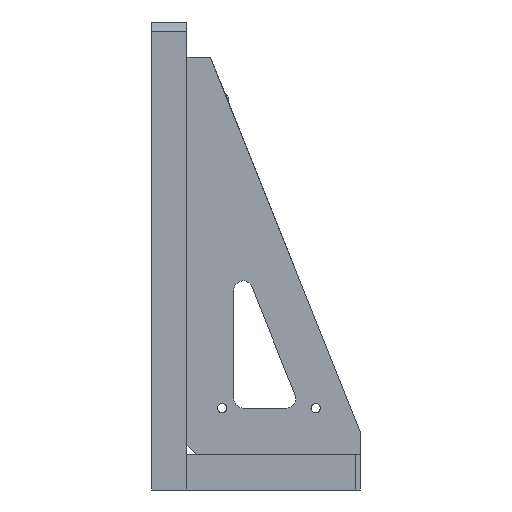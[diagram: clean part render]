
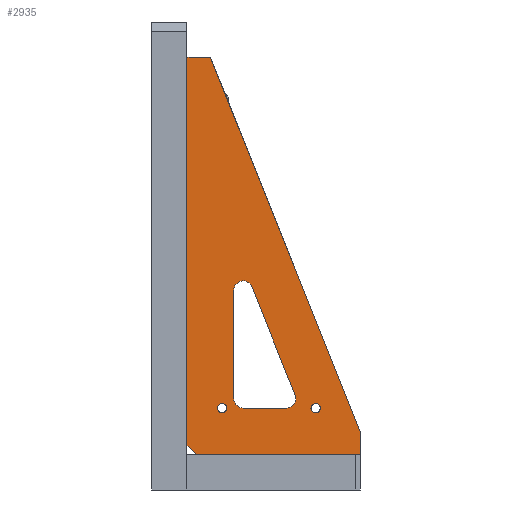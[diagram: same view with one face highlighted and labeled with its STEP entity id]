
A CAD part, left-side view. The second image highlights one B-rep face of the part: STEP entity #2935.
In plain terms, the highlighted face is planar.
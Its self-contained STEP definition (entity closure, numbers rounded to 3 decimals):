
#57 = CARTESIAN_POINT ( 'NONE',  ( 29.5, 10., 0. ) ) ;
#88 = DIRECTION ( 'NONE',  ( 1., 0., 0. ) ) ;
#464 = VERTEX_POINT ( 'NONE', #3860 ) ;
#494 = DIRECTION ( 'NONE',  ( 0., 0., 1. ) ) ;
#618 = CARTESIAN_POINT ( 'NONE',  ( 10.5, 10., 0. ) ) ;
#659 = FACE_BOUND ( 'NONE', #6742, .T. ) ;
#772 = CIRCLE ( 'NONE', #5227, 2. ) ;
#773 = DIRECTION ( 'NONE',  ( -1., 0., 0. ) ) ;
#851 = CARTESIAN_POINT ( 'NONE',  ( 23.143, 35.932, 0. ) ) ;
#874 = AXIS2_PLACEMENT_3D ( 'NONE', #57, #7631, #2455 ) ;
#1071 = DIRECTION ( 'NONE',  ( 0., -1., 0. ) ) ;
#1104 = DIRECTION ( 'NONE',  ( 0., 0., 1. ) ) ;
#1171 = CARTESIAN_POINT ( 'NONE',  ( 29.5, 10., 0. ) ) ;
#1416 = ORIENTED_EDGE ( 'NONE', *, *, #1784, .T. ) ;
#1474 = CARTESIAN_POINT ( 'NONE',  ( 27., 35.189, 0. ) ) ;
#1476 = DIRECTION ( 'NONE',  ( 0., -1., 0. ) ) ;
#1488 = CARTESIAN_POINT ( 'NONE',  ( 13.724, 12., 0. ) ) ;
#1738 = AXIS2_PLACEMENT_3D ( 'NONE', #8696, #3856, #2908 ) ;
#1784 = EDGE_CURVE ( 'NONE', #464, #4558, #7412, .T. ) ;
#1798 = VECTOR ( 'NONE', #9769, 1000. ) ;
#1883 = ORIENTED_EDGE ( 'NONE', *, *, #2400, .F. ) ;
#1918 = VECTOR ( 'NONE', #4983, 1000. ) ;
#1919 = CARTESIAN_POINT ( 'NONE',  ( 37., 0., 0. ) ) ;
#1999 = DIRECTION ( 'NONE',  ( -1., 0., 0. ) ) ;
#2184 = CIRCLE ( 'NONE', #7349, 2. ) ;
#2273 = VECTOR ( 'NONE', #7130, 1000. ) ;
#2323 = DIRECTION ( 'NONE',  ( -1., 0., 0. ) ) ;
#2378 = CARTESIAN_POINT ( 'NONE',  ( 30.5, 10., 0. ) ) ;
#2400 = EDGE_CURVE ( 'NONE', #464, #3436, #2925, .T. ) ;
#2422 = AXIS2_PLACEMENT_3D ( 'NONE', #8402, #9126, #773 ) ;
#2455 = DIRECTION ( 'NONE',  ( 1., 0., 0. ) ) ;
#2462 = LINE ( 'NONE', #9362, #1918 ) ;
#2547 = VERTEX_POINT ( 'NONE', #1474 ) ;
#2690 = LINE ( 'NONE', #6981, #4619 ) ;
#2736 = ORIENTED_EDGE ( 'NONE', *, *, #5537, .T. ) ;
#2907 = VERTEX_POINT ( 'NONE', #5846 ) ;
#2908 = DIRECTION ( 'NONE',  ( -1., 0., 0. ) ) ;
#2925 = LINE ( 'NONE', #1919, #7516 ) ;
#2935 = ADVANCED_FACE ( 'NONE', ( #4003, #659, #3173, #3327 ), #3227, .T. ) ;
#2951 = AXIS2_PLACEMENT_3D ( 'NONE', #1171, #9639, #4749 ) ;
#2980 = CARTESIAN_POINT ( 'NONE',  ( 32., 85., 0. ) ) ;
#3056 = CARTESIAN_POINT ( 'NONE',  ( 15.724, 10., 0. ) ) ;
#3173 = FACE_BOUND ( 'NONE', #3591, .T. ) ;
#3186 = CIRCLE ( 'NONE', #5857, 1. ) ;
#3200 = CARTESIAN_POINT ( 'NONE',  ( 27., 12., 0. ) ) ;
#3223 = EDGE_CURVE ( 'NONE', #3242, #5719, #7847, .T. ) ;
#3227 = PLANE ( 'NONE',  #2422 ) ;
#3242 = VERTEX_POINT ( 'NONE', #1488 ) ;
#3265 = DIRECTION ( 'NONE',  ( 0., 0., 1. ) ) ;
#3296 = CIRCLE ( 'NONE', #2951, 1. ) ;
#3327 = FACE_OUTER_BOUND ( 'NONE', #3653, .T. ) ;
#3370 = ORIENTED_EDGE ( 'NONE', *, *, #8858, .F. ) ;
#3436 = VERTEX_POINT ( 'NONE', #5557 ) ;
#3563 = EDGE_CURVE ( 'NONE', #3436, #4007, #8104, .T. ) ;
#3590 = CARTESIAN_POINT ( 'NONE',  ( 0., 5., 0. ) ) ;
#3591 = EDGE_LOOP ( 'NONE', ( #8713, #6069 ) ) ;
#3614 = EDGE_CURVE ( 'NONE', #8622, #5274, #7380, .T. ) ;
#3653 = EDGE_LOOP ( 'NONE', ( #1883, #1416, #10247, #10914, #3370, #6774 ) ) ;
#3756 = AXIS2_PLACEMENT_3D ( 'NONE', #8389, #3265, #2323 ) ;
#3792 = EDGE_CURVE ( 'NONE', #9323, #10659, #5533, .T. ) ;
#3856 = DIRECTION ( 'NONE',  ( 0., 0., 1. ) ) ;
#3860 = CARTESIAN_POINT ( 'NONE',  ( 37., 2., 0. ) ) ;
#4003 = FACE_BOUND ( 'NONE', #4836, .T. ) ;
#4007 = VERTEX_POINT ( 'NONE', #7415 ) ;
#4036 = ORIENTED_EDGE ( 'NONE', *, *, #8195, .F. ) ;
#4126 = DIRECTION ( 'NONE',  ( -0.707, -0.707, 0. ) ) ;
#4140 = EDGE_CURVE ( 'NONE', #7839, #8527, #5695, .T. ) ;
#4344 = CARTESIAN_POINT ( 'NONE',  ( 8.5, 10., 0. ) ) ;
#4558 = VERTEX_POINT ( 'NONE', #9498 ) ;
#4619 = VECTOR ( 'NONE', #1071, 1000. ) ;
#4730 = VERTEX_POINT ( 'NONE', #3200 ) ;
#4749 = DIRECTION ( 'NONE',  ( 1., 0., 0. ) ) ;
#4836 = EDGE_LOOP ( 'NONE', ( #4036, #2736, #9758, #5212, #7553, #7908, #7944 ) ) ;
#4871 = CARTESIAN_POINT ( 'NONE',  ( 17.5, -17.5, 0. ) ) ;
#4918 = EDGE_CURVE ( 'NONE', #10659, #9323, #3186, .T. ) ;
#4955 = CARTESIAN_POINT ( 'NONE',  ( 0., 0., 0. ) ) ;
#4983 = DIRECTION ( 'NONE',  ( -0.371, -0.928, 0. ) ) ;
#5212 = ORIENTED_EDGE ( 'NONE', *, *, #9635, .F. ) ;
#5227 = AXIS2_PLACEMENT_3D ( 'NONE', #8740, #1104, #1999 ) ;
#5258 = CARTESIAN_POINT ( 'NONE',  ( 9.5, 10., 0. ) ) ;
#5274 = VERTEX_POINT ( 'NONE', #6027 ) ;
#5356 = VECTOR ( 'NONE', #4126, 1000. ) ;
#5387 = DIRECTION ( 'NONE',  ( 0., 1., 0. ) ) ;
#5533 = CIRCLE ( 'NONE', #7477, 1. ) ;
#5537 = EDGE_CURVE ( 'NONE', #10461, #3242, #9207, .T. ) ;
#5557 = CARTESIAN_POINT ( 'NONE',  ( 37., 85., 0. ) ) ;
#5574 = DIRECTION ( 'NONE',  ( -1., 0., 0. ) ) ;
#5695 = CIRCLE ( 'NONE', #874, 1. ) ;
#5719 = VERTEX_POINT ( 'NONE', #3056 ) ;
#5846 = CARTESIAN_POINT ( 'NONE',  ( 25., 10., 0. ) ) ;
#5857 = AXIS2_PLACEMENT_3D ( 'NONE', #5258, #10145, #7591 ) ;
#6027 = CARTESIAN_POINT ( 'NONE',  ( 0., 0., 0. ) ) ;
#6069 = ORIENTED_EDGE ( 'NONE', *, *, #4918, .T. ) ;
#6168 = DIRECTION ( 'NONE',  ( 0.371, 0.928, 0. ) ) ;
#6290 = CARTESIAN_POINT ( 'NONE',  ( 7.561, -3.024, 0. ) ) ;
#6742 = EDGE_LOOP ( 'NONE', ( #9958, #9359 ) ) ;
#6774 = ORIENTED_EDGE ( 'NONE', *, *, #3563, .F. ) ;
#6981 = CARTESIAN_POINT ( 'NONE',  ( 27., 0., 0. ) ) ;
#7130 = DIRECTION ( 'NONE',  ( -1., 0., 0. ) ) ;
#7189 = LINE ( 'NONE', #10617, #2273 ) ;
#7349 = AXIS2_PLACEMENT_3D ( 'NONE', #9996, #494, #5574 ) ;
#7380 = LINE ( 'NONE', #9925, #7674 ) ;
#7412 = LINE ( 'NONE', #4871, #5356 ) ;
#7415 = CARTESIAN_POINT ( 'NONE',  ( 32., 85., 0. ) ) ;
#7477 = AXIS2_PLACEMENT_3D ( 'NONE', #8537, #9317, #7704 ) ;
#7516 = VECTOR ( 'NONE', #5387, 1000. ) ;
#7553 = ORIENTED_EDGE ( 'NONE', *, *, #7698, .T. ) ;
#7591 = DIRECTION ( 'NONE',  ( 1., 0., 0. ) ) ;
#7631 = DIRECTION ( 'NONE',  ( 0., 0., 1. ) ) ;
#7674 = VECTOR ( 'NONE', #1476, 1000. ) ;
#7698 = EDGE_CURVE ( 'NONE', #2907, #4730, #772, .T. ) ;
#7704 = DIRECTION ( 'NONE',  ( 1., 0., 0. ) ) ;
#7839 = VERTEX_POINT ( 'NONE', #2378 ) ;
#7847 = CIRCLE ( 'NONE', #3756, 2. ) ;
#7872 = EDGE_CURVE ( 'NONE', #2547, #10010, #2184, .T. ) ;
#7908 = ORIENTED_EDGE ( 'NONE', *, *, #10202, .F. ) ;
#7944 = ORIENTED_EDGE ( 'NONE', *, *, #7872, .T. ) ;
#8008 = EDGE_CURVE ( 'NONE', #5274, #4558, #8440, .T. ) ;
#8104 = LINE ( 'NONE', #2980, #1798 ) ;
#8195 = EDGE_CURVE ( 'NONE', #10461, #10010, #9613, .T. ) ;
#8389 = CARTESIAN_POINT ( 'NONE',  ( 15.724, 12., 0. ) ) ;
#8402 = CARTESIAN_POINT ( 'NONE',  ( 0., 0., 0. ) ) ;
#8440 = LINE ( 'NONE', #4955, #8765 ) ;
#8527 = VERTEX_POINT ( 'NONE', #10245 ) ;
#8537 = CARTESIAN_POINT ( 'NONE',  ( 9.5, 10., 0. ) ) ;
#8622 = VERTEX_POINT ( 'NONE', #3590 ) ;
#8696 = CARTESIAN_POINT ( 'NONE',  ( 15.724, 12., 0. ) ) ;
#8713 = ORIENTED_EDGE ( 'NONE', *, *, #3792, .T. ) ;
#8740 = CARTESIAN_POINT ( 'NONE',  ( 25., 12., 0. ) ) ;
#8765 = VECTOR ( 'NONE', #88, 1000. ) ;
#8858 = EDGE_CURVE ( 'NONE', #4007, #8622, #2462, .T. ) ;
#9126 = DIRECTION ( 'NONE',  ( 0., 0., -1. ) ) ;
#9207 = CIRCLE ( 'NONE', #1738, 2. ) ;
#9317 = DIRECTION ( 'NONE',  ( 0., 0., 1. ) ) ;
#9323 = VERTEX_POINT ( 'NONE', #618 ) ;
#9359 = ORIENTED_EDGE ( 'NONE', *, *, #10755, .T. ) ;
#9362 = CARTESIAN_POINT ( 'NONE',  ( 32., 85., 0. ) ) ;
#9498 = CARTESIAN_POINT ( 'NONE',  ( 35., 0., 0. ) ) ;
#9613 = LINE ( 'NONE', #6290, #10166 ) ;
#9635 = EDGE_CURVE ( 'NONE', #2907, #5719, #7189, .T. ) ;
#9639 = DIRECTION ( 'NONE',  ( 0., 0., 1. ) ) ;
#9758 = ORIENTED_EDGE ( 'NONE', *, *, #3223, .T. ) ;
#9769 = DIRECTION ( 'NONE',  ( -1., 0., 0. ) ) ;
#9925 = CARTESIAN_POINT ( 'NONE',  ( 0., 5., 0. ) ) ;
#9958 = ORIENTED_EDGE ( 'NONE', *, *, #4140, .T. ) ;
#9996 = CARTESIAN_POINT ( 'NONE',  ( 25., 35.189, 0. ) ) ;
#10010 = VERTEX_POINT ( 'NONE', #851 ) ;
#10145 = DIRECTION ( 'NONE',  ( 0., 0., 1. ) ) ;
#10166 = VECTOR ( 'NONE', #6168, 1000. ) ;
#10202 = EDGE_CURVE ( 'NONE', #2547, #4730, #2690, .T. ) ;
#10245 = CARTESIAN_POINT ( 'NONE',  ( 28.5, 10., 0. ) ) ;
#10247 = ORIENTED_EDGE ( 'NONE', *, *, #8008, .F. ) ;
#10461 = VERTEX_POINT ( 'NONE', #10800 ) ;
#10617 = CARTESIAN_POINT ( 'NONE',  ( 0., 10., 0. ) ) ;
#10659 = VERTEX_POINT ( 'NONE', #4344 ) ;
#10755 = EDGE_CURVE ( 'NONE', #8527, #7839, #3296, .T. ) ;
#10800 = CARTESIAN_POINT ( 'NONE',  ( 13.867, 12.743, 0. ) ) ;
#10914 = ORIENTED_EDGE ( 'NONE', *, *, #3614, .F. ) ;
